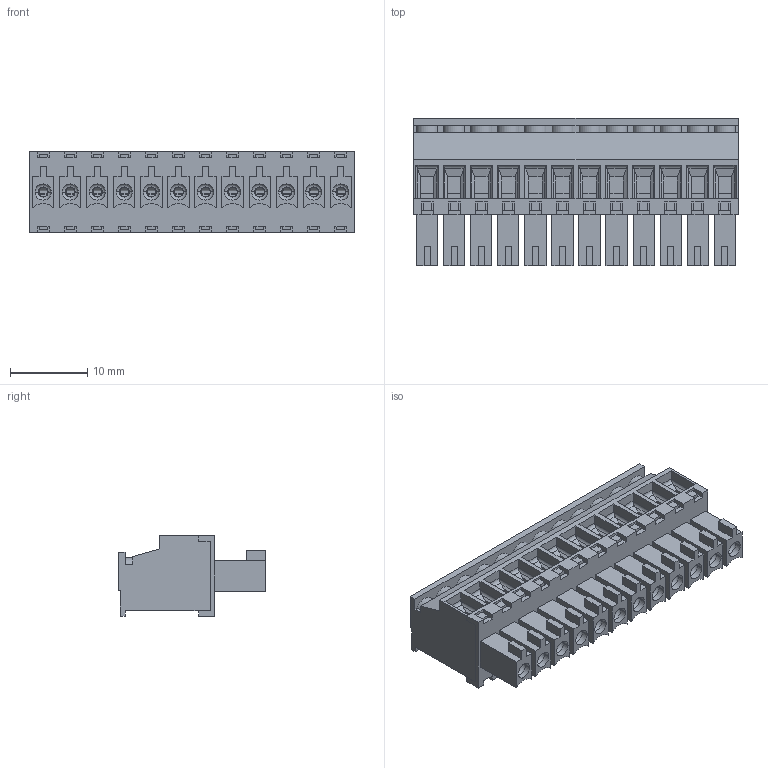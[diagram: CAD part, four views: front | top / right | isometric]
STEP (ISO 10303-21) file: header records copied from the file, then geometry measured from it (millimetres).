
FILE_DESCRIPTION (( 'STEP AP214' ), '1' );
FILE_NAME ('15EDGKA-3.5-12P-14-00AH.STEP', '2017-04-27T23:04:43', ( 'SIG' ), ( '' ), 'SwSTEP 2.0', 'SolidWorks 2014', '' );
FILE_SCHEMA (( 'AUTOMOTIVE_DESIGN' ));
Length unit declared in the file: millimetre
Products named in the file (44): 15EDGKA-3.5_screw; 15EDGKA-3.5; 15EDGKA-3.5_spring; 15EDGKA-3.5_klamper; 15EDGKA-3.5 bot-cap; 15EDGKA-3.5-12P-14-00AH
Assembly tree (38 placements, depth 2):
  15EDGKA-3.5_screw
  15EDGKA-3.5_spring
  15EDGKA-3.5_screw
  15EDGKA-3.5_spring
  15EDGKA-3.5_screw
Bounding box: 42 x 19.1 x 10.4 mm (x, y, z)
Volume: 3353.1 mm3; surface area: 12389.1 mm2
Topology: 38 solids, 38 shells, 2926 faces, 7242 edges, 4392 vertices
Faces by surface type: plane 2350, cylinder 492, torus 60, cone 24
Entity records: 48679 total; most frequent: CARTESIAN_POINT 8687, ORIENTED_EDGE 8434, DIRECTION 7665, EDGE_CURVE 4217, VECTOR 3763, LINE 3763, VERTEX_POINT 2709, AXIS2_PLACEMENT_3D 1951
